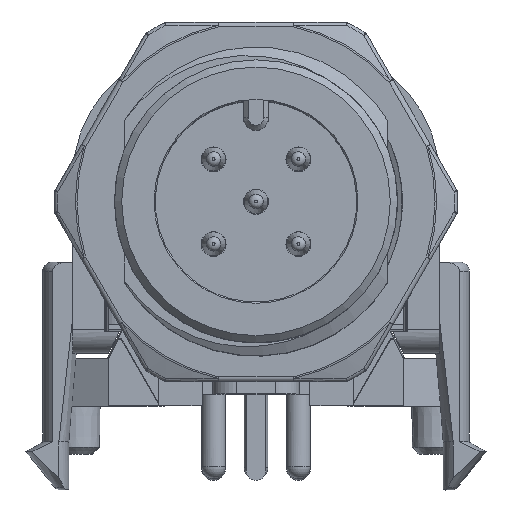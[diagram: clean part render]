
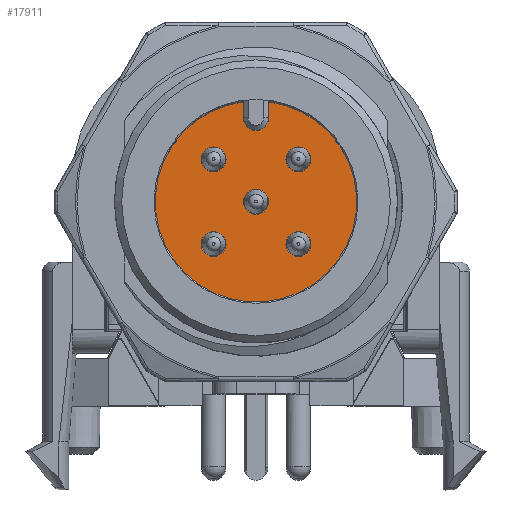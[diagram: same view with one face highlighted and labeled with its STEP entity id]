
A CAD part, top view. The second image highlights one B-rep face of the part: STEP entity #17911.
In plain terms, the highlighted planar face has unit normal (0, 0, 1).
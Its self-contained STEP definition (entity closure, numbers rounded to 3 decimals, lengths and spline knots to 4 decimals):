
#1474=PLANE('',#19906);
#2646=LINE('',#49833,#3825);
#2647=LINE('',#49834,#3826);
#3825=VECTOR('',#24744,1000.);
#3826=VECTOR('',#24745,1000.);
#8840=ORIENTED_EDGE('',*,*,#11507,.F.);
#8841=ORIENTED_EDGE('',*,*,#11508,.T.);
#8842=ORIENTED_EDGE('',*,*,#11509,.T.);
#8843=ORIENTED_EDGE('',*,*,#11510,.T.);
#8844=ORIENTED_EDGE('',*,*,#11511,.T.);
#8845=ORIENTED_EDGE('',*,*,#11512,.T.);
#8846=ORIENTED_EDGE('',*,*,#11513,.T.);
#8847=ORIENTED_EDGE('',*,*,#11506,.F.);
#8848=ORIENTED_EDGE('',*,*,#11514,.T.);
#11506=EDGE_CURVE('',#13147,#13145,#13987,.T.);
#11507=EDGE_CURVE('',#13148,#13148,#13988,.F.);
#11508=EDGE_CURVE('',#13149,#13149,#13989,.T.);
#11509=EDGE_CURVE('',#13150,#13150,#13990,.T.);
#11510=EDGE_CURVE('',#13151,#13151,#13991,.T.);
#11511=EDGE_CURVE('',#13152,#13152,#13992,.T.);
#11512=EDGE_CURVE('',#13153,#13154,#13993,.F.);
#11513=EDGE_CURVE('',#13154,#13145,#2646,.T.);
#11514=EDGE_CURVE('',#13147,#13153,#2647,.T.);
#13145=VERTEX_POINT('',#49813);
#13147=VERTEX_POINT('',#49817);
#13148=VERTEX_POINT('',#49821);
#13149=VERTEX_POINT('',#49823);
#13150=VERTEX_POINT('',#49825);
#13151=VERTEX_POINT('',#49827);
#13152=VERTEX_POINT('',#49829);
#13153=VERTEX_POINT('',#49831);
#13154=VERTEX_POINT('',#49832);
#13987=CIRCLE('',#19905,4.2);
#13988=CIRCLE('',#19907,0.5);
#13989=CIRCLE('',#19908,0.5);
#13990=CIRCLE('',#19909,0.5);
#13991=CIRCLE('',#19910,0.5);
#13992=CIRCLE('',#19911,0.5);
#13993=CIRCLE('',#19912,0.525);
#15204=EDGE_LOOP('',(#8840));
#15205=EDGE_LOOP('',(#8841));
#15206=EDGE_LOOP('',(#8842));
#15207=EDGE_LOOP('',(#8843));
#15208=EDGE_LOOP('',(#8844));
#15209=EDGE_LOOP('',(#8845,#8846,#8847,#8848));
#16472=FACE_BOUND('',#15204,.T.);
#16473=FACE_BOUND('',#15205,.T.);
#16474=FACE_BOUND('',#15206,.T.);
#16475=FACE_BOUND('',#15207,.T.);
#16476=FACE_BOUND('',#15208,.T.);
#16477=FACE_BOUND('',#15209,.T.);
#17911=ADVANCED_FACE('',(#16472,#16473,#16474,#16475,#16476,#16477),#1474,
 .F.);
#19905=AXIS2_PLACEMENT_3D('',#49818,#24728,#24729);
#19906=AXIS2_PLACEMENT_3D('',#49819,#24730,#24731);
#19907=AXIS2_PLACEMENT_3D('',#49820,#24732,#24733);
#19908=AXIS2_PLACEMENT_3D('',#49822,#24734,#24735);
#19909=AXIS2_PLACEMENT_3D('',#49824,#24736,#24737);
#19910=AXIS2_PLACEMENT_3D('',#49826,#24738,#24739);
#19911=AXIS2_PLACEMENT_3D('',#49828,#24740,#24741);
#19912=AXIS2_PLACEMENT_3D('',#49830,#24742,#24743);
#24728=DIRECTION('',(0.,0.,-1.));
#24729=DIRECTION('',(1.,0.,0.));
#24730=DIRECTION('',(0.,0.,-1.));
#24731=DIRECTION('',(-1.,0.,0.));
#24732=DIRECTION('',(0.,0.,-1.));
#24733=DIRECTION('',(-1.,0.,0.));
#24734=DIRECTION('',(0.,0.,-1.));
#24735=DIRECTION('',(0.,-1.,0.));
#24736=DIRECTION('',(0.,0.,-1.));
#24737=DIRECTION('',(0.,-1.,0.));
#24738=DIRECTION('',(0.,0.,-1.));
#24739=DIRECTION('',(0.,-1.,0.));
#24740=DIRECTION('',(0.,0.,-1.));
#24741=DIRECTION('',(0.,-1.,0.));
#24742=DIRECTION('',(0.,0.,1.));
#24743=DIRECTION('',(1.,0.,0.));
#24744=DIRECTION('',(0.,1.,0.));
#24745=DIRECTION('',(0.,-1.,0.));
#49813=CARTESIAN_POINT('',(-0.525,4.1671,-9.6));
#49817=CARTESIAN_POINT('',(0.525,4.1671,-9.6));
#49818=CARTESIAN_POINT('',(0.,0.,-9.6));
#49819=CARTESIAN_POINT('',(0.,0.,-9.6));
#49820=CARTESIAN_POINT('',(0.,0.,-9.6));
#49821=CARTESIAN_POINT('',(-0.5,0.,-9.6));
#49822=CARTESIAN_POINT('',(-1.7678,1.7678,-9.6));
#49823=CARTESIAN_POINT('',(-1.7678,1.2678,-9.6));
#49824=CARTESIAN_POINT('',(-1.7678,-1.7678,-9.6));
#49825=CARTESIAN_POINT('',(-1.7678,-2.2678,-9.6));
#49826=CARTESIAN_POINT('',(1.7678,-1.7678,-9.6));
#49827=CARTESIAN_POINT('',(1.7678,-2.2678,-9.6));
#49828=CARTESIAN_POINT('',(1.7678,1.7678,-9.6));
#49829=CARTESIAN_POINT('',(1.7678,1.2678,-9.6));
#49830=CARTESIAN_POINT('',(0.,3.4921,-9.6));
#49831=CARTESIAN_POINT('',(0.525,3.4921,-9.6));
#49832=CARTESIAN_POINT('',(-0.525,3.4921,-9.6));
#49833=CARTESIAN_POINT('',(-0.525,4.1671,-9.6));
#49834=CARTESIAN_POINT('',(0.525,4.1671,-9.6));
